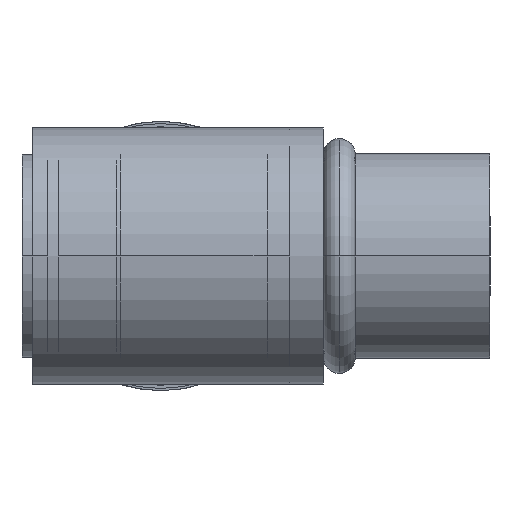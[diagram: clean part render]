
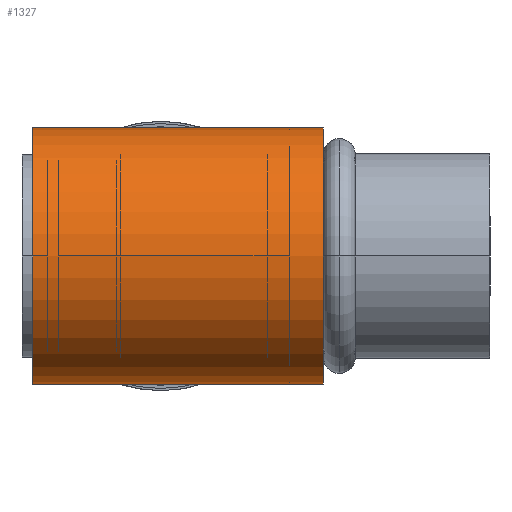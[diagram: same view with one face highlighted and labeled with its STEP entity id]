
A CAD part, left-side view. The second image highlights one B-rep face of the part: STEP entity #1327.
In plain terms, the highlighted cylindrical face has radius 6 mm (diameter 12 mm), a partial arc.
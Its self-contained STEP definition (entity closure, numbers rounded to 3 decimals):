
#201 = ORIENTED_EDGE ( 'NONE', *, *, #1457, .F. ) ;
#279 = ORIENTED_EDGE ( 'NONE', *, *, #3927, .F. ) ;
#436 = CARTESIAN_POINT ( 'NONE',  ( 0., 12., 6. ) ) ;
#666 = LINE ( 'NONE', #2014, #5760 ) ;
#854 = VERTEX_POINT ( 'NONE', #4559 ) ;
#895 = DIRECTION ( 'NONE',  ( 0., 0., 1. ) ) ;
#1327 = ADVANCED_FACE ( 'NONE', ( #1978 ), #2684, .T. ) ;
#1457 = EDGE_CURVE ( 'NONE', #8676, #5036, #5593, .T. ) ;
#1474 = EDGE_CURVE ( 'NONE', #2661, #8676, #6597, .T. ) ;
#1716 = EDGE_CURVE ( 'NONE', #5684, #5641, #666, .T. ) ;
#1978 = FACE_OUTER_BOUND ( 'NONE', #6986, .T. ) ;
#1989 = DIRECTION ( 'NONE',  ( -1., 0., 0. ) ) ;
#2014 = CARTESIAN_POINT ( 'NONE',  ( 0., 12., -6. ) ) ;
#2024 = DIRECTION ( 'NONE',  ( 0., 0., -1. ) ) ;
#2062 = ORIENTED_EDGE ( 'NONE', *, *, #1474, .F. ) ;
#2092 = AXIS2_PLACEMENT_3D ( 'NONE', #3962, #8053, #1989 ) ;
#2103 = DIRECTION ( 'NONE',  ( 0., -1., 0. ) ) ;
#2523 = LINE ( 'NONE', #436, #7633 ) ;
#2661 = VERTEX_POINT ( 'NONE', #7827 ) ;
#2684 = CYLINDRICAL_SURFACE ( 'NONE', #5893, 6. ) ;
#2694 = CARTESIAN_POINT ( 'NONE',  ( 0., 12., 6. ) ) ;
#2810 = DIRECTION ( 'NONE',  ( 0., -1., 0. ) ) ;
#2828 = CARTESIAN_POINT ( 'NONE',  ( 0., -1.6, -6. ) ) ;
#2959 = ORIENTED_EDGE ( 'NONE', *, *, #1716, .T. ) ;
#3055 = DIRECTION ( 'NONE',  ( 0., 1., 0. ) ) ;
#3927 = EDGE_CURVE ( 'NONE', #5684, #2661, #3947, .T. ) ;
#3947 = LINE ( 'NONE', #8041, #3957 ) ;
#3957 = VECTOR ( 'NONE', #3055, 1000. ) ;
#3962 = CARTESIAN_POINT ( 'NONE',  ( 0., -1.6, 0. ) ) ;
#4337 = AXIS2_PLACEMENT_3D ( 'NONE', #7547, #7685, #895 ) ;
#4559 = CARTESIAN_POINT ( 'NONE',  ( 0., -1.6, 6. ) ) ;
#5036 = VERTEX_POINT ( 'NONE', #5153 ) ;
#5153 = CARTESIAN_POINT ( 'NONE',  ( 0., 0., 6. ) ) ;
#5339 = DIRECTION ( 'NONE',  ( 0., -1., 0. ) ) ;
#5553 = CARTESIAN_POINT ( 'NONE',  ( 0., 12., 6. ) ) ;
#5593 = LINE ( 'NONE', #5553, #8159 ) ;
#5641 = VERTEX_POINT ( 'NONE', #2828 ) ;
#5684 = VERTEX_POINT ( 'NONE', #7609 ) ;
#5760 = VECTOR ( 'NONE', #2103, 1000. ) ;
#5893 = AXIS2_PLACEMENT_3D ( 'NONE', #6122, #5339, #2024 ) ;
#6095 = EDGE_CURVE ( 'NONE', #5036, #854, #2523, .T. ) ;
#6122 = CARTESIAN_POINT ( 'NONE',  ( 0., 12., 0. ) ) ;
#6597 = CIRCLE ( 'NONE', #4337, 6. ) ;
#6857 = ORIENTED_EDGE ( 'NONE', *, *, #6095, .F. ) ;
#6986 = EDGE_LOOP ( 'NONE', ( #6857, #201, #2062, #279, #2959, #7019 ) ) ;
#7019 = ORIENTED_EDGE ( 'NONE', *, *, #8765, .T. ) ;
#7461 = CIRCLE ( 'NONE', #2092, 6. ) ;
#7547 = CARTESIAN_POINT ( 'NONE',  ( 0., 12., 0. ) ) ;
#7609 = CARTESIAN_POINT ( 'NONE',  ( 0., 0., -6. ) ) ;
#7633 = VECTOR ( 'NONE', #8602, 1000. ) ;
#7685 = DIRECTION ( 'NONE',  ( 0., 1., 0. ) ) ;
#7827 = CARTESIAN_POINT ( 'NONE',  ( 0., 12., -6. ) ) ;
#8041 = CARTESIAN_POINT ( 'NONE',  ( 0., 12., -6. ) ) ;
#8053 = DIRECTION ( 'NONE',  ( 0., 1., 0. ) ) ;
#8159 = VECTOR ( 'NONE', #2810, 1000. ) ;
#8602 = DIRECTION ( 'NONE',  ( 0., -1., 0. ) ) ;
#8676 = VERTEX_POINT ( 'NONE', #2694 ) ;
#8765 = EDGE_CURVE ( 'NONE', #5641, #854, #7461, .T. ) ;
